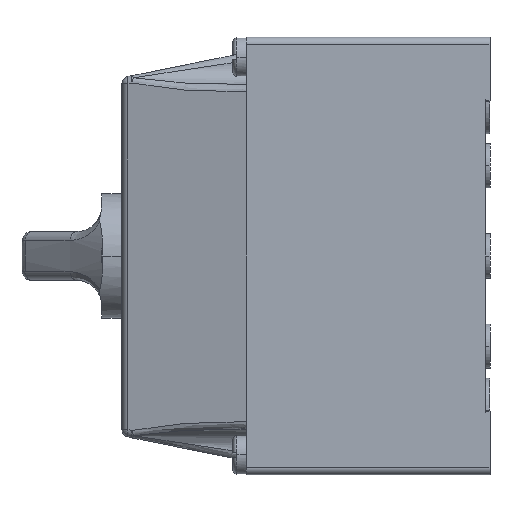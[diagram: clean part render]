
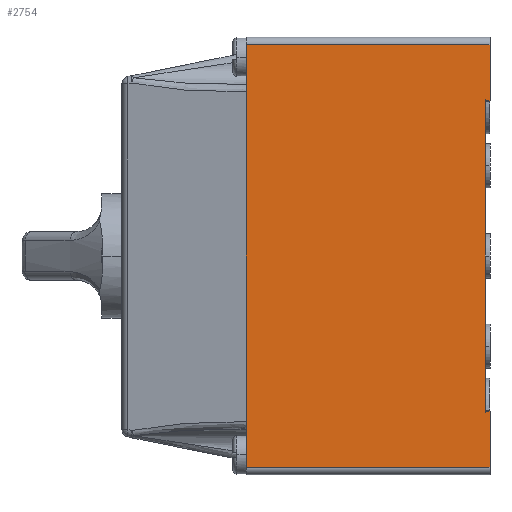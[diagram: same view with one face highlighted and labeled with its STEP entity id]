
A CAD part, left-side view. The second image highlights one B-rep face of the part: STEP entity #2754.
In plain terms, the highlighted planar face has unit normal (-1, 0, 0).
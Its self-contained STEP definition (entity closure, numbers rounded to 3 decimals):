
#257 = VERTEX_POINT ( 'NONE', #5574 ) ;
#259 = VERTEX_POINT ( 'NONE', #5588 ) ;
#283 = VERTEX_POINT ( 'NONE', #5568 ) ;
#342 = EDGE_LOOP ( 'NONE', ( #7183, #7071, #7221, #7059, #7026, #7197, #7232, #7083 ) ) ;
#548 = VERTEX_POINT ( 'NONE', #5437 ) ;
#551 = VERTEX_POINT ( 'NONE', #5435 ) ;
#599 = VERTEX_POINT ( 'NONE', #5401 ) ;
#600 = VERTEX_POINT ( 'NONE', #5400 ) ;
#611 = VERTEX_POINT ( 'NONE', #5389 ) ;
#1665 = AXIS2_PLACEMENT_3D ( 'NONE', #8399, #8394, #8393 ) ;
#1829 = FACE_OUTER_BOUND ( 'NONE', #342, .T. ) ;
#2112 = LINE ( 'NONE', #5936, #2114 ) ;
#2114 = VECTOR ( 'NONE', #5935, 1000. ) ;
#2121 = LINE ( 'NONE', #5913, #2129 ) ;
#2129 = VECTOR ( 'NONE', #5919, 1000. ) ;
#2135 = LINE ( 'NONE', #5843, #2144 ) ;
#2144 = VECTOR ( 'NONE', #5833, 1000. ) ;
#2156 = LINE ( 'NONE', #5817, #2159 ) ;
#2159 = VECTOR ( 'NONE', #5816, 1000. ) ;
#2168 = LINE ( 'NONE', #5807, #2170 ) ;
#2170 = VECTOR ( 'NONE', #5806, 1000. ) ;
#2191 = LINE ( 'NONE', #5751, #2194 ) ;
#2194 = VECTOR ( 'NONE', #5750, 1000. ) ;
#2754 = ADVANCED_FACE ( 'NONE', ( #1829 ), #8396, .F. ) ;
#3261 = CARTESIAN_POINT ( 'NONE',  ( -44., 24., 86.5 ) ) ;
#3262 = DIRECTION ( 'NONE',  ( 0., 1., 0. ) ) ;
#3296 = CARTESIAN_POINT ( 'NONE',  ( -44., -25., 75.2 ) ) ;
#3297 = DIRECTION ( 'NONE',  ( 0., 0., -1. ) ) ;
#3482 = LINE ( 'NONE', #3261, #3485 ) ;
#3485 = VECTOR ( 'NONE', #3262, 1000. ) ;
#3509 = LINE ( 'NONE', #3296, #3512 ) ;
#3512 = VECTOR ( 'NONE', #3297, 1000. ) ;
#5031 = EDGE_CURVE ( 'NONE', #600, #611, #2112, .T. ) ;
#5039 = EDGE_CURVE ( 'NONE', #259, #599, #2121, .T. ) ;
#5049 = EDGE_CURVE ( 'NONE', #611, #283, #2135, .T. ) ;
#5057 = EDGE_CURVE ( 'NONE', #257, #548, #2156, .T. ) ;
#5064 = EDGE_CURVE ( 'NONE', #599, #548, #2168, .T. ) ;
#5080 = EDGE_CURVE ( 'NONE', #257, #283, #2191, .T. ) ;
#5184 = EDGE_CURVE ( 'NONE', #551, #600, #3482, .T. ) ;
#5199 = EDGE_CURVE ( 'NONE', #551, #259, #3509, .T. ) ;
#5389 = CARTESIAN_POINT ( 'NONE',  ( -44., 24., 1.5 ) ) ;
#5400 = CARTESIAN_POINT ( 'NONE',  ( -44., 24., 86.5 ) ) ;
#5401 = CARTESIAN_POINT ( 'NONE',  ( -44., -24., 75.2 ) ) ;
#5435 = CARTESIAN_POINT ( 'NONE',  ( -44., -25., 86.5 ) ) ;
#5437 = CARTESIAN_POINT ( 'NONE',  ( -44., -24., 12.8 ) ) ;
#5568 = CARTESIAN_POINT ( 'NONE',  ( -44., -25., 1.5 ) ) ;
#5574 = CARTESIAN_POINT ( 'NONE',  ( -44., -25., 12.8 ) ) ;
#5588 = CARTESIAN_POINT ( 'NONE',  ( -44., -25., 75.2 ) ) ;
#5750 = DIRECTION ( 'NONE',  ( 0., 0., -1. ) ) ;
#5751 = CARTESIAN_POINT ( 'NONE',  ( -44., -25., 0. ) ) ;
#5806 = DIRECTION ( 'NONE',  ( 0., 0., -1. ) ) ;
#5807 = CARTESIAN_POINT ( 'NONE',  ( -44., -24., 88. ) ) ;
#5816 = DIRECTION ( 'NONE',  ( 0., 1., 0. ) ) ;
#5817 = CARTESIAN_POINT ( 'NONE',  ( -44., -25., 12.8 ) ) ;
#5833 = DIRECTION ( 'NONE',  ( 0., -1., 0. ) ) ;
#5843 = CARTESIAN_POINT ( 'NONE',  ( -44., 24., 1.5 ) ) ;
#5913 = CARTESIAN_POINT ( 'NONE',  ( -44., -25., 75.2 ) ) ;
#5919 = DIRECTION ( 'NONE',  ( 0., 1., 0. ) ) ;
#5935 = DIRECTION ( 'NONE',  ( 0., 0., -1. ) ) ;
#5936 = CARTESIAN_POINT ( 'NONE',  ( -44., 24., 88. ) ) ;
#7026 = ORIENTED_EDGE ( 'NONE', *, *, #5080, .F. ) ;
#7059 = ORIENTED_EDGE ( 'NONE', *, *, #5049, .T. ) ;
#7071 = ORIENTED_EDGE ( 'NONE', *, *, #5184, .T. ) ;
#7083 = ORIENTED_EDGE ( 'NONE', *, *, #5039, .F. ) ;
#7183 = ORIENTED_EDGE ( 'NONE', *, *, #5199, .F. ) ;
#7197 = ORIENTED_EDGE ( 'NONE', *, *, #5057, .T. ) ;
#7221 = ORIENTED_EDGE ( 'NONE', *, *, #5031, .T. ) ;
#7232 = ORIENTED_EDGE ( 'NONE', *, *, #5064, .F. ) ;
#8393 = DIRECTION ( 'NONE',  ( 0., 0., -1. ) ) ;
#8394 = DIRECTION ( 'NONE',  ( 1., 0., 0. ) ) ;
#8396 = PLANE ( 'NONE',  #1665 ) ;
#8399 = CARTESIAN_POINT ( 'NONE',  ( -44., 24., 88. ) ) ;
